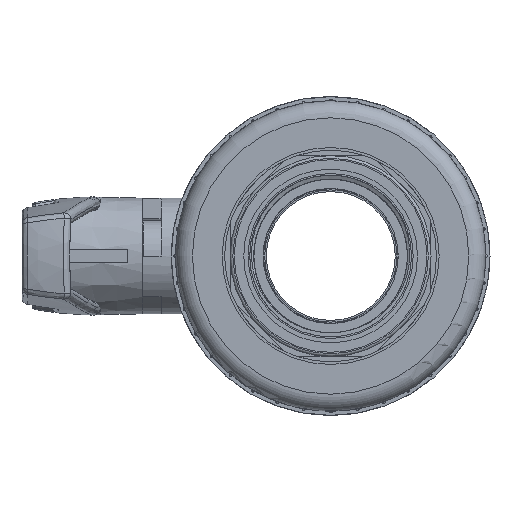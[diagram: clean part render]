
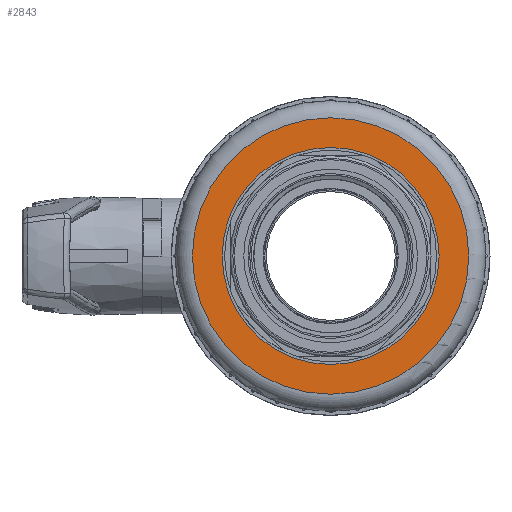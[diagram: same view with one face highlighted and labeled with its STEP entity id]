
A CAD part, left-side view. The second image highlights one B-rep face of the part: STEP entity #2843.
In plain terms, the highlighted planar face has unit normal (-1, 0, 0).
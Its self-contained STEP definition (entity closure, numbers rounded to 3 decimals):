
#1893=CIRCLE('',#19998,50.91);
#1894=CIRCLE('',#19999,39.979);
#2843=ADVANCED_FACE('',(#6901,#6902),#3787,.F.);
#3787=PLANE('',#20000);
#6901=FACE_BOUND('',#7640,.T.);
#6902=FACE_BOUND('',#7641,.T.);
#7640=EDGE_LOOP('',(#10618));
#7641=EDGE_LOOP('',(#10619));
#10618=ORIENTED_EDGE('',*,*,#17112,.T.);
#10619=ORIENTED_EDGE('',*,*,#17113,.T.);
#14909=VERTEX_POINT('',#34785);
#14910=VERTEX_POINT('',#34787);
#17112=EDGE_CURVE('',#14909,#14909,#1893,.T.);
#17113=EDGE_CURVE('',#14910,#14910,#1894,.T.);
#19998=AXIS2_PLACEMENT_3D('',#34784,#22883,#22884);
#19999=AXIS2_PLACEMENT_3D('',#34786,#22885,#22886);
#20000=AXIS2_PLACEMENT_3D('',#34788,#22887,#22888);
#22883=DIRECTION('',(-1.,0.,0.));
#22884=DIRECTION('',(0.,1.,0.));
#22885=DIRECTION('',(1.,0.,0.));
#22886=DIRECTION('',(0.,0.,-1.));
#22887=DIRECTION('',(1.,0.,0.));
#22888=DIRECTION('',(0.,1.,0.));
#34784=CARTESIAN_POINT('',(-103.138,-1.25,0.));
#34785=CARTESIAN_POINT('',(-103.138,49.66,0.));
#34786=CARTESIAN_POINT('',(-103.138,-1.25,0.));
#34787=CARTESIAN_POINT('',(-103.138,-1.25,-39.979));
#34788=CARTESIAN_POINT('',(-103.138,55.907,0.));
